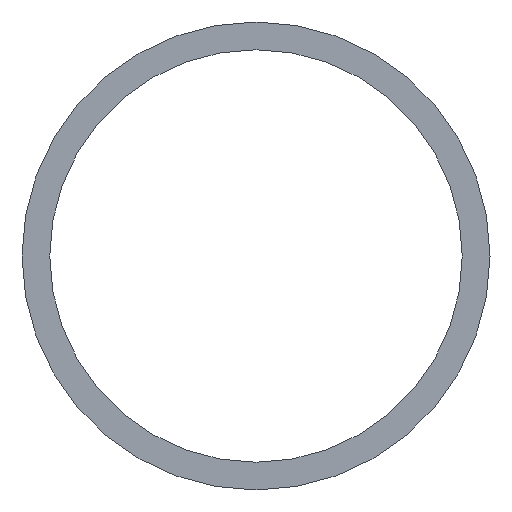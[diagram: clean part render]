
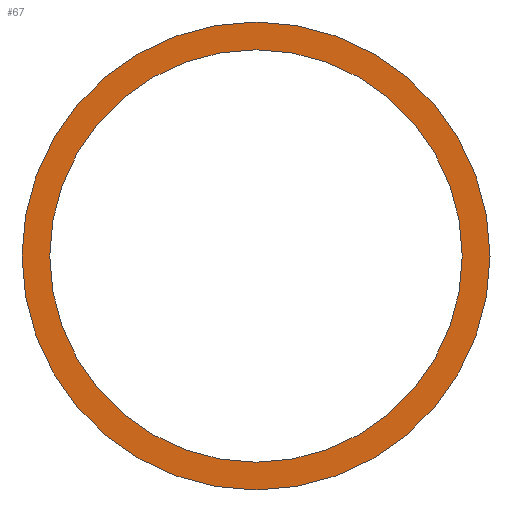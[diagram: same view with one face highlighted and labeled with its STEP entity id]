
A CAD part, left-side view. The second image highlights one B-rep face of the part: STEP entity #67.
In plain terms, the highlighted planar face has unit normal (-1, 0, 0).
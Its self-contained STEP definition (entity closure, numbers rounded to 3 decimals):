
#55 = EDGE_CURVE( '', #69, #85, #127, .T. );
#57 = EDGE_CURVE( '', #75, #91, #129, .T. );
#67 = ADVANCED_FACE( '', ( #139, #140 ), #141, .F. );
#69 = VERTEX_POINT( '', #143 );
#75 = VERTEX_POINT( '', #150 );
#77 = EDGE_CURVE( '', #91, #75, #152, .T. );
#85 = VERTEX_POINT( '', #160 );
#91 = VERTEX_POINT( '', #166 );
#95 = EDGE_CURVE( '', #85, #69, #171, .T. );
#127 = CIRCLE( '', #198, 140. );
#129 = CIRCLE( '', #201, 123.4 );
#139 = FACE_OUTER_BOUND( '', #215, .T. );
#140 = FACE_BOUND( '', #216, .T. );
#141 = PLANE( '', #217 );
#143 = CARTESIAN_POINT( '', ( 0., 0., 140. ) );
#150 = CARTESIAN_POINT( '', ( 0., 0., 123.4 ) );
#152 = CIRCLE( '', #228, 123.4 );
#160 = CARTESIAN_POINT( '', ( 0., 0., -140. ) );
#166 = CARTESIAN_POINT( '', ( 0., 0., -123.4 ) );
#171 = CIRCLE( '', #251, 140. );
#198 = AXIS2_PLACEMENT_3D( '', #275, #276, #277 );
#201 = AXIS2_PLACEMENT_3D( '', #278, #279, #280 );
#215 = EDGE_LOOP( '', ( #289, #290 ) );
#216 = EDGE_LOOP( '', ( #291, #292 ) );
#217 = AXIS2_PLACEMENT_3D( '', #293, #294, #295 );
#228 = AXIS2_PLACEMENT_3D( '', #305, #306, #307 );
#251 = AXIS2_PLACEMENT_3D( '', #320, #321, #322 );
#275 = CARTESIAN_POINT( '', ( 0., 0., 0. ) );
#276 = DIRECTION( '', ( 1., 0., 0. ) );
#277 = DIRECTION( '', ( 0., 0., -1. ) );
#278 = CARTESIAN_POINT( '', ( 0., 0., 0. ) );
#279 = DIRECTION( '', ( 1., 0., 0. ) );
#280 = DIRECTION( '', ( 0., 0., -1. ) );
#289 = ORIENTED_EDGE( '', *, *, #95, .F. );
#290 = ORIENTED_EDGE( '', *, *, #55, .F. );
#291 = ORIENTED_EDGE( '', *, *, #77, .T. );
#292 = ORIENTED_EDGE( '', *, *, #57, .T. );
#293 = CARTESIAN_POINT( '', ( 0., 0., 0. ) );
#294 = DIRECTION( '', ( 1., 0., 0. ) );
#295 = DIRECTION( '', ( 0., 0., -1. ) );
#305 = CARTESIAN_POINT( '', ( 0., 0., 0. ) );
#306 = DIRECTION( '', ( 1., 0., 0. ) );
#307 = DIRECTION( '', ( 0., 0., -1. ) );
#320 = CARTESIAN_POINT( '', ( 0., 0., 0. ) );
#321 = DIRECTION( '', ( 1., 0., 0. ) );
#322 = DIRECTION( '', ( 0., 0., -1. ) );
